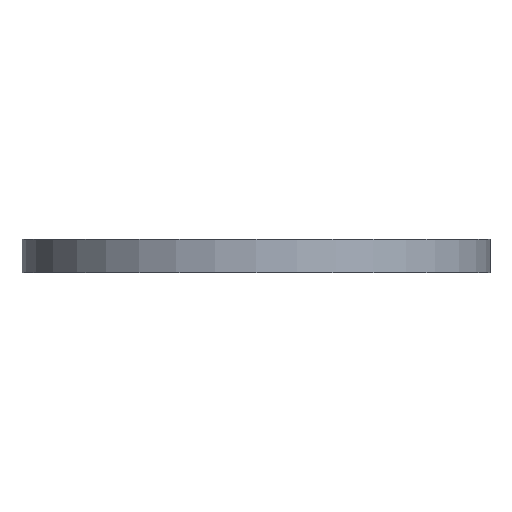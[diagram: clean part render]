
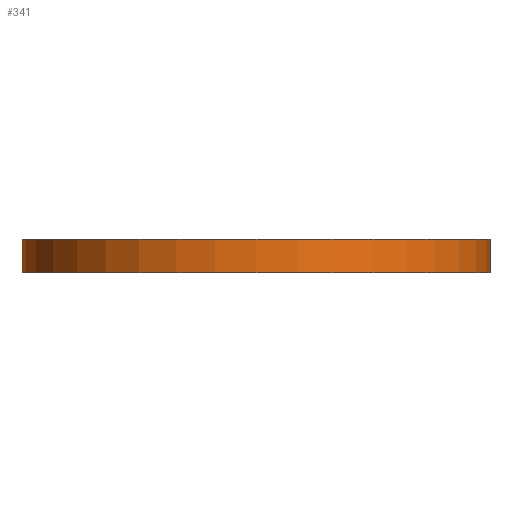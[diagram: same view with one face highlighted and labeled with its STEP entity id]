
A CAD part, front view. The second image highlights one B-rep face of the part: STEP entity #341.
In plain terms, the highlighted cylindrical face has radius 35 mm (diameter 70 mm), a partial arc.
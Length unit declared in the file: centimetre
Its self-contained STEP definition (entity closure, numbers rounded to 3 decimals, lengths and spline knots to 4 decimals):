
#2 = ORIENTED_EDGE ( 'NONE', *, *, #126, .F. ) ;
#28 = EDGE_CURVE ( 'NONE', #1818, #1073, #1179, .T. ) ;
#126 = EDGE_CURVE ( 'NONE', #904, #1714, #1396, .T. ) ;
#148 = CARTESIAN_POINT ( 'NONE',  ( 0., 0., 0. ) ) ;
#198 = CYLINDRICAL_SURFACE ( 'NONE', #1719, 3.5 ) ;
#215 = CARTESIAN_POINT ( 'NONE',  ( 3.5, 0., 0.5 ) ) ;
#224 = FACE_OUTER_BOUND ( 'NONE', #1727, .T. ) ;
#300 = DIRECTION ( 'NONE',  ( 1., 0., 0. ) ) ;
#307 = DIRECTION ( 'NONE',  ( 0., 0., 1. ) ) ;
#330 = CARTESIAN_POINT ( 'NONE',  ( -3.5, 0., 0.5 ) ) ;
#341 = ADVANCED_FACE ( 'NONE', ( #224 ), #198, .T. ) ;
#506 = DIRECTION ( 'NONE',  ( 0., 0., 1. ) ) ;
#509 = DIRECTION ( 'NONE',  ( 0., 0., -1. ) ) ;
#511 = CARTESIAN_POINT ( 'NONE',  ( -3.5, 0., 0.5 ) ) ;
#548 = EDGE_CURVE ( 'NONE', #1714, #1073, #602, .T. ) ;
#602 = LINE ( 'NONE', #215, #1740 ) ;
#605 = AXIS2_PLACEMENT_3D ( 'NONE', #639, #506, #1947 ) ;
#639 = CARTESIAN_POINT ( 'NONE',  ( 0., 0., 0.5 ) ) ;
#666 = DIRECTION ( 'NONE',  ( -1., 0., 0. ) ) ;
#724 = EDGE_CURVE ( 'NONE', #904, #1818, #1885, .T. ) ;
#817 = VECTOR ( 'NONE', #1241, 100. ) ;
#897 = CARTESIAN_POINT ( 'NONE',  ( 3.5, 0., 0. ) ) ;
#904 = VERTEX_POINT ( 'NONE', #511 ) ;
#1045 = ORIENTED_EDGE ( 'NONE', *, *, #28, .T. ) ;
#1073 = VERTEX_POINT ( 'NONE', #897 ) ;
#1179 = CIRCLE ( 'NONE', #1897, 3.5 ) ;
#1215 = ORIENTED_EDGE ( 'NONE', *, *, #548, .F. ) ;
#1241 = DIRECTION ( 'NONE',  ( 0., 0., -1. ) ) ;
#1396 = CIRCLE ( 'NONE', #605, 3.5 ) ;
#1676 = DIRECTION ( 'NONE',  ( 0., 0., -1. ) ) ;
#1714 = VERTEX_POINT ( 'NONE', #1786 ) ;
#1719 = AXIS2_PLACEMENT_3D ( 'NONE', #1942, #509, #666 ) ;
#1727 = EDGE_LOOP ( 'NONE', ( #1215, #2, #2046, #1045 ) ) ;
#1740 = VECTOR ( 'NONE', #1676, 100. ) ;
#1786 = CARTESIAN_POINT ( 'NONE',  ( 3.5, 0., 0.5 ) ) ;
#1818 = VERTEX_POINT ( 'NONE', #1964 ) ;
#1885 = LINE ( 'NONE', #330, #817 ) ;
#1897 = AXIS2_PLACEMENT_3D ( 'NONE', #148, #307, #300 ) ;
#1942 = CARTESIAN_POINT ( 'NONE',  ( 0., 0., 0.5 ) ) ;
#1947 = DIRECTION ( 'NONE',  ( 1., 0., 0. ) ) ;
#1964 = CARTESIAN_POINT ( 'NONE',  ( -3.5, 0., 0. ) ) ;
#2046 = ORIENTED_EDGE ( 'NONE', *, *, #724, .T. ) ;
